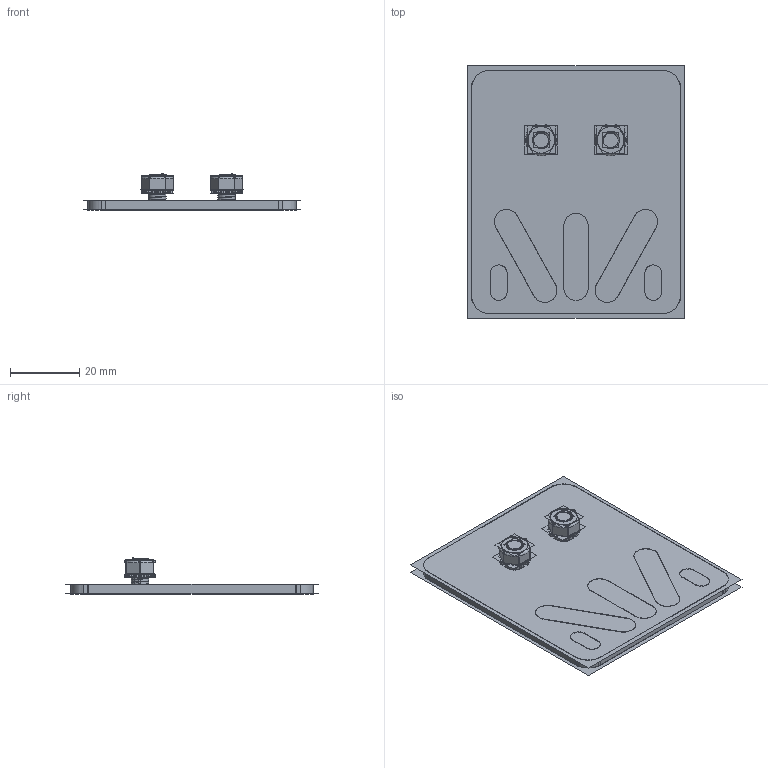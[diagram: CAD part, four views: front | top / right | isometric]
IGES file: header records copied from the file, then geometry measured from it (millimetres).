
Start section:  PTC IGES file: 147227.igs
Global section: file name: 147227.igs; native system: Creo Parametric by Parametric Technology Corporation; preprocessor: 2013230; author: pdmadmin; organization: Unknown; date: 20160204.132648; units: millimetre
Bounding box: 62.4 x 72.8 x 10.45 mm (x, y, z)
Volume: 10016.9 mm3; surface area: 46415.6 mm2
Topology: 5 solids, 7 shells, 680 faces, 3492 edges, 4400 vertices
Faces by surface type: bspline 364, revolution 316
